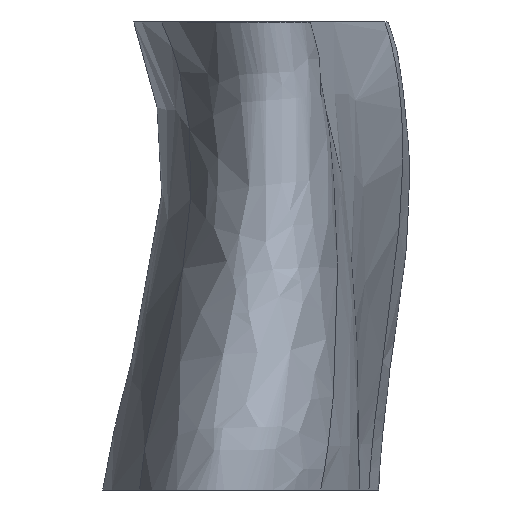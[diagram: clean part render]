
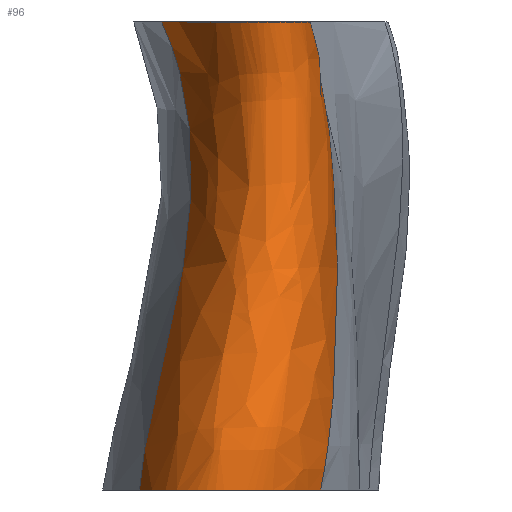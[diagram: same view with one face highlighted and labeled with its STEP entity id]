
A CAD part, left-side view. The second image highlights one B-rep face of the part: STEP entity #96.
In plain terms, the highlighted free-form (B-spline) face has degree [3, 3] with [4, 4] control points.
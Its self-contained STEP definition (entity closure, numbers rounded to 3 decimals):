
#8 = VERTEX_POINT ( 'NONE', #57 ) ;
#21 = B_SPLINE_CURVE_WITH_KNOTS ( 'NONE', 3,
 ( #248, #272, #165, #228 ),
 .UNSPECIFIED., .F., .F.,
 ( 4, 4 ),
 ( 0., 1. ),
 .UNSPECIFIED. ) ;
#28 = ORIENTED_EDGE ( 'NONE', *, *, #184, .T. ) ;
#33 = B_SPLINE_CURVE_WITH_KNOTS ( 'NONE', 3,
 ( #208, #106, #126, #68 ),
 .UNSPECIFIED., .F., .F.,
 ( 4, 4 ),
 ( 0., 1. ),
 .UNSPECIFIED. ) ;
#36 = CARTESIAN_POINT ( 'NONE',  ( -36.992, 11.249, 11.045 ) ) ;
#39 = CARTESIAN_POINT ( 'NONE',  ( -51.406, 7.979, 0. ) ) ;
#44 = CARTESIAN_POINT ( 'NONE',  ( -24.414, -5.974, 50. ) ) ;
#51 = B_SPLINE_CURVE_WITH_KNOTS ( 'NONE', 3,
 ( #72, #206, #214, #89 ),
 .UNSPECIFIED., .F., .F.,
 ( 4, 4 ),
 ( 0., 1. ),
 .UNSPECIFIED. ) ;
#57 = CARTESIAN_POINT ( 'NONE',  ( -37.449, 11.785, 0. ) ) ;
#66 = CARTESIAN_POINT ( 'NONE',  ( -24.414, -5.974, 50. ) ) ;
#68 = CARTESIAN_POINT ( 'NONE',  ( -24.414, -5.974, 50. ) ) ;
#70 = CARTESIAN_POINT ( 'NONE',  ( -14.953, -10.321, 36.84 ) ) ;
#72 = CARTESIAN_POINT ( 'NONE',  ( -37.449, 11.785, 0. ) ) ;
#80 = B_SPLINE_SURFACE_WITH_KNOTS ( 'NONE', 3, 3, ( 
 ( #202, #161, #36, #203 ),
 ( #186, #146, #171, #39 ),
 ( #189, #232, #122, #142 ),
 ( #44, #70, #268, #188 ) ),
 .UNSPECIFIED., .F., .F., .F.,
 ( 4, 4 ),
 ( 4, 4 ),
 ( 0., 1. ),
 ( 0., 1. ),
 .UNSPECIFIED. ) ;
#88 = CARTESIAN_POINT ( 'NONE',  ( -24.414, -5.974, 50. ) ) ;
#89 = CARTESIAN_POINT ( 'NONE',  ( -37.291, -7.564, 0. ) ) ;
#96 = ADVANCED_FACE ( 'NONE', ( #267 ), #80, .T. ) ;
#106 = CARTESIAN_POINT ( 'NONE',  ( -45.571, 3.258, 50. ) ) ;
#122 = CARTESIAN_POINT ( 'NONE',  ( -53.196, -6.504, 11.77 ) ) ;
#126 = CARTESIAN_POINT ( 'NONE',  ( -45.571, -9.179, 50. ) ) ;
#131 = ORIENTED_EDGE ( 'NONE', *, *, #227, .F. ) ;
#142 = CARTESIAN_POINT ( 'NONE',  ( -51.406, -2.013, 0. ) ) ;
#143 = CARTESIAN_POINT ( 'NONE',  ( -14.953, -10.321, 36.84 ) ) ;
#146 = CARTESIAN_POINT ( 'NONE',  ( -40.672, -2.073, 33.923 ) ) ;
#158 = ORIENTED_EDGE ( 'NONE', *, *, #257, .T. ) ;
#161 = CARTESIAN_POINT ( 'NONE',  ( -28.646, 1.311, 32.234 ) ) ;
#165 = CARTESIAN_POINT ( 'NONE',  ( -28.646, 1.311, 32.234 ) ) ;
#171 = CARTESIAN_POINT ( 'NONE',  ( -52.787, 5.309, 11.465 ) ) ;
#184 = EDGE_CURVE ( 'NONE', #8, #237, #21, .T. ) ;
#186 = CARTESIAN_POINT ( 'NONE',  ( -45.571, 3.258, 50. ) ) ;
#188 = CARTESIAN_POINT ( 'NONE',  ( -37.291, -7.564, 0. ) ) ;
#189 = CARTESIAN_POINT ( 'NONE',  ( -45.571, -9.179, 50. ) ) ;
#197 = EDGE_LOOP ( 'NONE', ( #158, #259, #131, #28 ) ) ;
#202 = CARTESIAN_POINT ( 'NONE',  ( -28.133, 9.413, 50. ) ) ;
#203 = CARTESIAN_POINT ( 'NONE',  ( -37.449, 11.785, 0. ) ) ;
#206 = CARTESIAN_POINT ( 'NONE',  ( -51.406, 7.979, 0. ) ) ;
#208 = CARTESIAN_POINT ( 'NONE',  ( -28.133, 9.413, 50. ) ) ;
#209 = B_SPLINE_CURVE_WITH_KNOTS ( 'NONE', 3,
 ( #66, #143, #211, #250 ),
 .UNSPECIFIED., .F., .F.,
 ( 4, 4 ),
 ( 0., 1. ),
 .UNSPECIFIED. ) ;
#211 = CARTESIAN_POINT ( 'NONE',  ( -37.061, -10.117, 12.19 ) ) ;
#214 = CARTESIAN_POINT ( 'NONE',  ( -51.406, -2.013, 0. ) ) ;
#227 = EDGE_CURVE ( 'NONE', #8, #258, #51, .T. ) ;
#228 = CARTESIAN_POINT ( 'NONE',  ( -28.133, 9.413, 50. ) ) ;
#230 = CARTESIAN_POINT ( 'NONE',  ( -28.133, 9.413, 50. ) ) ;
#232 = CARTESIAN_POINT ( 'NONE',  ( -37.664, -12.225, 35.151 ) ) ;
#234 = CARTESIAN_POINT ( 'NONE',  ( -37.291, -7.564, 0. ) ) ;
#237 = VERTEX_POINT ( 'NONE', #230 ) ;
#238 = VERTEX_POINT ( 'NONE', #88 ) ;
#246 = EDGE_CURVE ( 'NONE', #238, #258, #209, .T. ) ;
#248 = CARTESIAN_POINT ( 'NONE',  ( -37.449, 11.785, 0. ) ) ;
#250 = CARTESIAN_POINT ( 'NONE',  ( -37.291, -7.564, 0. ) ) ;
#257 = EDGE_CURVE ( 'NONE', #237, #238, #33, .T. ) ;
#258 = VERTEX_POINT ( 'NONE', #234 ) ;
#259 = ORIENTED_EDGE ( 'NONE', *, *, #246, .T. ) ;
#267 = FACE_OUTER_BOUND ( 'NONE', #197, .T. ) ;
#268 = CARTESIAN_POINT ( 'NONE',  ( -37.061, -10.117, 12.19 ) ) ;
#272 = CARTESIAN_POINT ( 'NONE',  ( -36.992, 11.249, 11.045 ) ) ;
